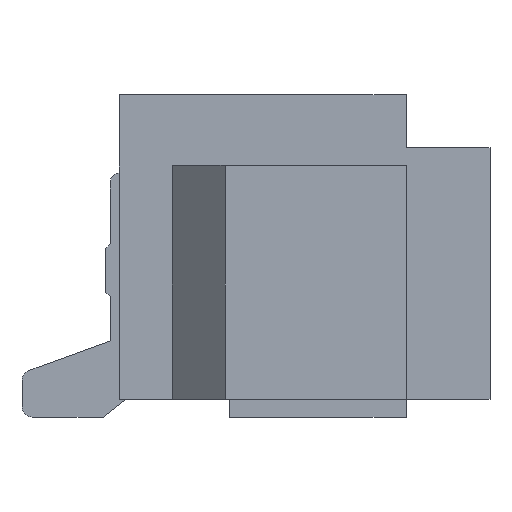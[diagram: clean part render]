
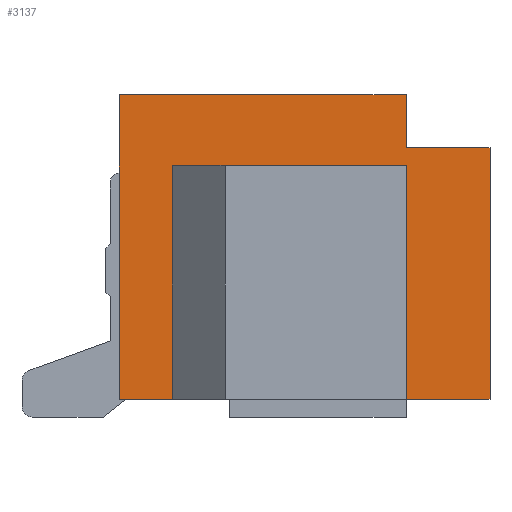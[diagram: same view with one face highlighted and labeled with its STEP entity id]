
A CAD part, left-side view. The second image highlights one B-rep face of the part: STEP entity #3137.
In plain terms, the highlighted planar face has unit normal (-1, 0, 0).
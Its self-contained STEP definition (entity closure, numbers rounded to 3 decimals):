
#7 = CARTESIAN_POINT ( 'NONE',  ( -3.95, 0.113, 2.85 ) ) ;
#21 = CARTESIAN_POINT ( 'NONE',  ( -3.95, 0.113, 0. ) ) ;
#24 = VERTEX_POINT ( 'NONE', #2604 ) ;
#97 = EDGE_CURVE ( 'NONE', #2661, #2055, #7197, .T. ) ;
#160 = LINE ( 'NONE', #21, #8542 ) ;
#272 = CARTESIAN_POINT ( 'NONE',  ( -3.95, -2.537, 3.05 ) ) ;
#377 = DIRECTION ( 'NONE',  ( 0., 0., 1. ) ) ;
#409 = VECTOR ( 'NONE', #377, 1000. ) ;
#440 = CARTESIAN_POINT ( 'NONE',  ( -3.95, 0.713, 3.65 ) ) ;
#528 = FACE_OUTER_BOUND ( 'NONE', #4263, .T. ) ;
#573 = DIRECTION ( 'NONE',  ( 0., -1., 0. ) ) ;
#637 = CARTESIAN_POINT ( 'NONE',  ( -3.95, -0.537, 2.85 ) ) ;
#772 = VERTEX_POINT ( 'NONE', #6376 ) ;
#793 = VERTEX_POINT ( 'NONE', #7 ) ;
#867 = EDGE_CURVE ( 'NONE', #7072, #2661, #2313, .T. ) ;
#916 = CARTESIAN_POINT ( 'NONE',  ( -3.95, 0.713, 3.65 ) ) ;
#1059 = CARTESIAN_POINT ( 'NONE',  ( -3.95, -0.537, 0. ) ) ;
#1250 = CARTESIAN_POINT ( 'NONE',  ( -3.95, -2.537, 3.65 ) ) ;
#1615 = ORIENTED_EDGE ( 'NONE', *, *, #3110, .F. ) ;
#2055 = VERTEX_POINT ( 'NONE', #1250 ) ;
#2078 = CARTESIAN_POINT ( 'NONE',  ( -3.95, -3.487, 0.2 ) ) ;
#2224 = VECTOR ( 'NONE', #3815, 1000. ) ;
#2297 = ORIENTED_EDGE ( 'NONE', *, *, #6588, .F. ) ;
#2312 = CARTESIAN_POINT ( 'NONE',  ( -3.95, 0.713, 3.65 ) ) ;
#2313 = LINE ( 'NONE', #916, #409 ) ;
#2370 = ORIENTED_EDGE ( 'NONE', *, *, #4632, .T. ) ;
#2419 = DIRECTION ( 'NONE',  ( 0., 0., -1. ) ) ;
#2604 = CARTESIAN_POINT ( 'NONE',  ( -3.95, -3.487, 3.05 ) ) ;
#2644 = DIRECTION ( 'NONE',  ( 0., 1., 0. ) ) ;
#2661 = VERTEX_POINT ( 'NONE', #4786 ) ;
#2763 = CARTESIAN_POINT ( 'NONE',  ( -3.95, -0.537, 0.2 ) ) ;
#3110 = EDGE_CURVE ( 'NONE', #8464, #24, #5999, .T. ) ;
#3137 = ADVANCED_FACE ( 'NONE', ( #528 ), #6702, .F. ) ;
#3453 = DIRECTION ( 'NONE',  ( 0., -1., 0. ) ) ;
#3515 = ORIENTED_EDGE ( 'NONE', *, *, #4345, .T. ) ;
#3523 = VERTEX_POINT ( 'NONE', #2763 ) ;
#3528 = ORIENTED_EDGE ( 'NONE', *, *, #97, .F. ) ;
#3575 = VERTEX_POINT ( 'NONE', #637 ) ;
#3729 = EDGE_CURVE ( 'NONE', #772, #24, #5926, .T. ) ;
#3815 = DIRECTION ( 'NONE',  ( 0., -1., 0. ) ) ;
#3900 = DIRECTION ( 'NONE',  ( 0., 0., 1. ) ) ;
#3917 = VERTEX_POINT ( 'NONE', #5292 ) ;
#3961 = VECTOR ( 'NONE', #7659, 1000. ) ;
#4171 = LINE ( 'NONE', #7407, #6143 ) ;
#4208 = CARTESIAN_POINT ( 'NONE',  ( -3.95, 0.713, 0.2 ) ) ;
#4263 = EDGE_LOOP ( 'NONE', ( #3515, #7656, #2370, #6958, #6498, #1615, #7256, #3528, #8801, #2297 ) ) ;
#4302 = VECTOR ( 'NONE', #573, 1000. ) ;
#4305 = DIRECTION ( 'NONE',  ( 0., 1., 0. ) ) ;
#4345 = EDGE_CURVE ( 'NONE', #3917, #793, #160, .T. ) ;
#4474 = CARTESIAN_POINT ( 'NONE',  ( -3.95, 0.713, 0.2 ) ) ;
#4632 = EDGE_CURVE ( 'NONE', #3575, #3523, #5994, .T. ) ;
#4786 = CARTESIAN_POINT ( 'NONE',  ( -3.95, 0.713, 3.65 ) ) ;
#5075 = EDGE_CURVE ( 'NONE', #3523, #772, #8851, .T. ) ;
#5286 = VECTOR ( 'NONE', #4305, 1000. ) ;
#5292 = CARTESIAN_POINT ( 'NONE',  ( -3.95, 0.113, 0.2 ) ) ;
#5360 = VECTOR ( 'NONE', #2419, 1000. ) ;
#5654 = LINE ( 'NONE', #4208, #5286 ) ;
#5751 = CARTESIAN_POINT ( 'NONE',  ( -3.95, -3.487, 3.65 ) ) ;
#5926 = LINE ( 'NONE', #5751, #5953 ) ;
#5953 = VECTOR ( 'NONE', #3900, 1000. ) ;
#5994 = LINE ( 'NONE', #1059, #5360 ) ;
#5999 = LINE ( 'NONE', #8733, #4302 ) ;
#6013 = VECTOR ( 'NONE', #7549, 1000. ) ;
#6143 = VECTOR ( 'NONE', #3453, 1000. ) ;
#6376 = CARTESIAN_POINT ( 'NONE',  ( -3.95, -3.487, 0.2 ) ) ;
#6487 = EDGE_CURVE ( 'NONE', #793, #3575, #4171, .T. ) ;
#6498 = ORIENTED_EDGE ( 'NONE', *, *, #3729, .T. ) ;
#6588 = EDGE_CURVE ( 'NONE', #3917, #7072, #5654, .T. ) ;
#6702 = PLANE ( 'NONE',  #6877 ) ;
#6877 = AXIS2_PLACEMENT_3D ( 'NONE', #440, #8779, #2644 ) ;
#6958 = ORIENTED_EDGE ( 'NONE', *, *, #5075, .T. ) ;
#7072 = VERTEX_POINT ( 'NONE', #4474 ) ;
#7083 = CARTESIAN_POINT ( 'NONE',  ( -3.95, -2.537, 3.05 ) ) ;
#7197 = LINE ( 'NONE', #2312, #2224 ) ;
#7256 = ORIENTED_EDGE ( 'NONE', *, *, #8630, .T. ) ;
#7407 = CARTESIAN_POINT ( 'NONE',  ( -3.95, 0.713, 2.85 ) ) ;
#7549 = DIRECTION ( 'NONE',  ( 0., -1., 0. ) ) ;
#7656 = ORIENTED_EDGE ( 'NONE', *, *, #6487, .T. ) ;
#7659 = DIRECTION ( 'NONE',  ( 0., 0., 1. ) ) ;
#7755 = LINE ( 'NONE', #7083, #3961 ) ;
#8288 = DIRECTION ( 'NONE',  ( 0., 0., 1. ) ) ;
#8464 = VERTEX_POINT ( 'NONE', #272 ) ;
#8542 = VECTOR ( 'NONE', #8288, 1000. ) ;
#8630 = EDGE_CURVE ( 'NONE', #8464, #2055, #7755, .T. ) ;
#8733 = CARTESIAN_POINT ( 'NONE',  ( -3.95, -3.487, 3.05 ) ) ;
#8779 = DIRECTION ( 'NONE',  ( 1., 0., 0. ) ) ;
#8801 = ORIENTED_EDGE ( 'NONE', *, *, #867, .F. ) ;
#8851 = LINE ( 'NONE', #2078, #6013 ) ;
